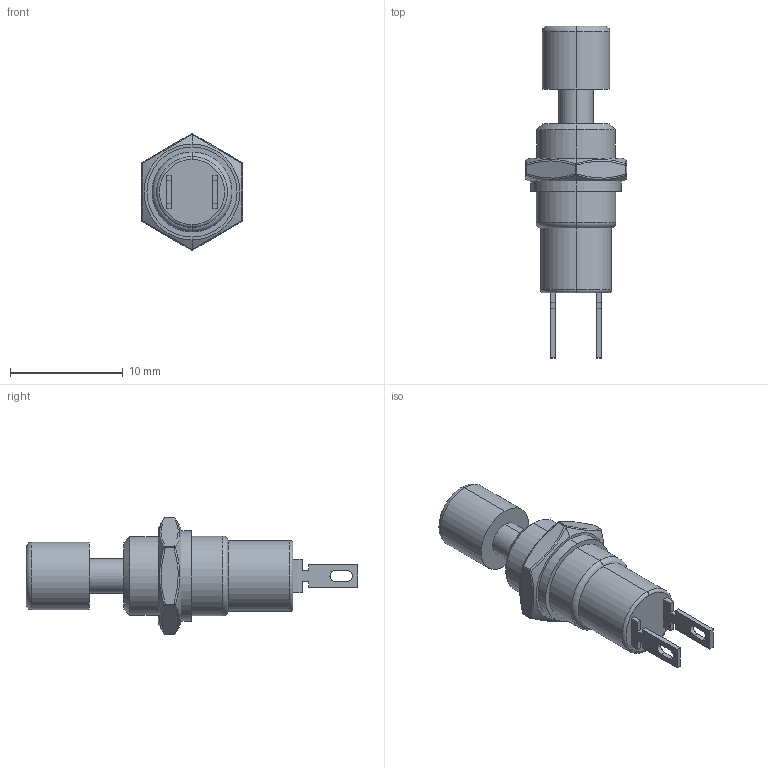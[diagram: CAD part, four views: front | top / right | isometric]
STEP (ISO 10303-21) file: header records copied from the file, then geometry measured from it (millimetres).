
FILE_DESCRIPTION (( 'STEP AP214' ), '1' );
FILE_NAME ('103-1013-EVX.STEP', '2023-12-10T04:13:45', ( '' ), ( '' ), 'SwSTEP 2.0', 'SolidWorks 2022', '' );
FILE_SCHEMA (( 'AUTOMOTIVE_DESIGN' ));
Length unit declared in the file: millimetre
Products named in the file (1): 103-1013-EVX
Bounding box: 9 x 29.5 x 10.35 mm (x, y, z)
Volume: 793.5 mm3; surface area: 684.8 mm2
Topology: 3 solids, 3 shells, 110 faces, 240 edges, 141 vertices
Faces by surface type: plane 45, cylinder 23, sphere 18, bspline 12, torus 6, cone 6
Entity records: 3433 total; most frequent: CARTESIAN_POINT 996, DIRECTION 511, ORIENTED_EDGE 480, EDGE_CURVE 240, AXIS2_PLACEMENT_3D 196, VERTEX_POINT 141, LINE 119, VECTOR 119
